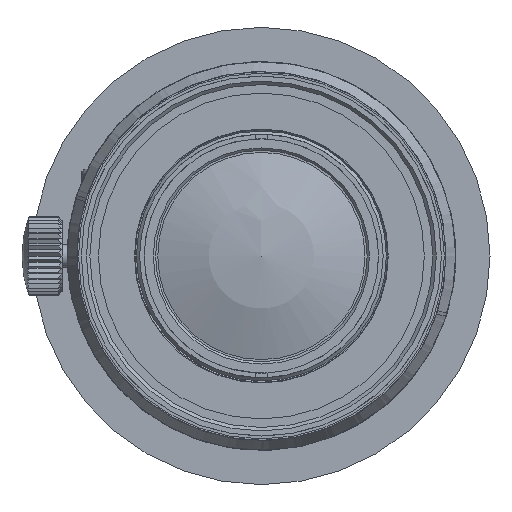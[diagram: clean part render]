
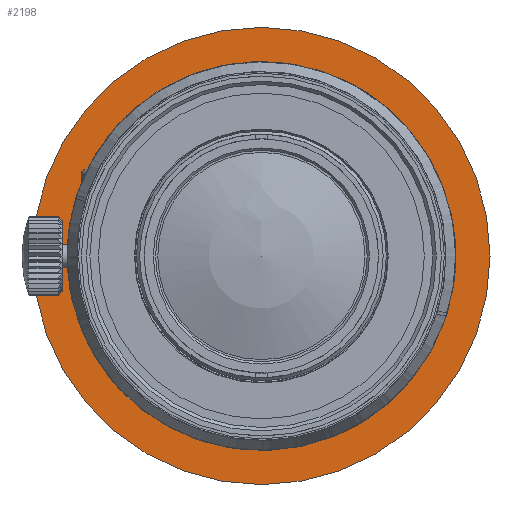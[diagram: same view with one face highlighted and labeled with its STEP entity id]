
A CAD part, left-side view. The second image highlights one B-rep face of the part: STEP entity #2198.
In plain terms, the highlighted planar face has unit normal (-1, 0, 0).
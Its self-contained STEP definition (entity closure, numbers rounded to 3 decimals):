
#1316=CIRCLE('',#11401,20.);
#1366=CIRCLE('',#11483,16.7);
#1398=CIRCLE('',#11529,12.);
#1403=CIRCLE('',#11535,14.);
#1404=CIRCLE('',#11536,2.5);
#1405=CIRCLE('',#11537,14.);
#1406=CIRCLE('',#11538,14.);
#1407=CIRCLE('',#11539,2.5);
#1408=CIRCLE('',#11540,14.);
#1409=CIRCLE('',#11541,2.5);
#1410=CIRCLE('',#11542,14.);
#1411=CIRCLE('',#11543,2.5);
#1725=FACE_BOUND('',#3372,.T.);
#1726=FACE_BOUND('',#3373,.T.);
#1727=FACE_BOUND('',#3374,.T.);
#2198=ADVANCED_FACE('',(#1725,#1726,#1727),#2686,.F.);
#2686=PLANE('',#11544);
#3372=EDGE_LOOP('',(#4540));
#3373=EDGE_LOOP('',(#4541));
#3374=EDGE_LOOP('',(#4542,#4543,#4544,#4545,#4546,#4547,#4548,#4549,#4550,
#4551,#4552,#4553));
#4540=ORIENTED_EDGE('',*,*,#9072,.F.);
#4541=ORIENTED_EDGE('',*,*,#8910,.T.);
#4542=ORIENTED_EDGE('',*,*,#9077,.F.);
#4543=ORIENTED_EDGE('',*,*,#9078,.T.);
#4544=ORIENTED_EDGE('',*,*,#9079,.F.);
#4545=ORIENTED_EDGE('',*,*,#9080,.F.);
#4546=ORIENTED_EDGE('',*,*,#9013,.T.);
#4547=ORIENTED_EDGE('',*,*,#9081,.T.);
#4548=ORIENTED_EDGE('',*,*,#9082,.F.);
#4549=ORIENTED_EDGE('',*,*,#9083,.T.);
#4550=ORIENTED_EDGE('',*,*,#9084,.F.);
#4551=ORIENTED_EDGE('',*,*,#9085,.T.);
#4552=ORIENTED_EDGE('',*,*,#9086,.F.);
#4553=ORIENTED_EDGE('',*,*,#9087,.T.);
#7464=VERTEX_POINT('',#14768);
#7547=VERTEX_POINT('',#15040);
#7548=VERTEX_POINT('',#15042);
#7589=VERTEX_POINT('',#15159);
#7590=VERTEX_POINT('',#15166);
#7591=VERTEX_POINT('',#15167);
#7592=VERTEX_POINT('',#15169);
#7593=VERTEX_POINT('',#15171);
#7594=VERTEX_POINT('',#15174);
#7595=VERTEX_POINT('',#15176);
#7596=VERTEX_POINT('',#15178);
#7597=VERTEX_POINT('',#15180);
#7598=VERTEX_POINT('',#15182);
#7599=VERTEX_POINT('',#15184);
#8910=EDGE_CURVE('',#7464,#7464,#1316,.T.);
#9013=EDGE_CURVE('',#7548,#7547,#1366,.T.);
#9072=EDGE_CURVE('',#7589,#7589,#1398,.T.);
#9077=EDGE_CURVE('',#7590,#7591,#1403,.T.);
#9078=EDGE_CURVE('',#7590,#7592,#1404,.T.);
#9079=EDGE_CURVE('',#7593,#7592,#1405,.T.);
#9080=EDGE_CURVE('',#7548,#7593,#10650,.T.);
#9081=EDGE_CURVE('',#7547,#7594,#10651,.T.);
#9082=EDGE_CURVE('',#7595,#7594,#1406,.T.);
#9083=EDGE_CURVE('',#7595,#7596,#1407,.T.);
#9084=EDGE_CURVE('',#7597,#7596,#1408,.T.);
#9085=EDGE_CURVE('',#7597,#7598,#1409,.T.);
#9086=EDGE_CURVE('',#7599,#7598,#1410,.T.);
#9087=EDGE_CURVE('',#7599,#7591,#1411,.T.);
#10650=LINE('',#15172,#11077);
#10651=LINE('',#15173,#11078);
#11077=VECTOR('',#12864,1.);
#11078=VECTOR('',#12865,1.);
#11401=AXIS2_PLACEMENT_3D('',#14767,#12521,#12522);
#11483=AXIS2_PLACEMENT_3D('',#15041,#12728,#12729);
#11529=AXIS2_PLACEMENT_3D('',#15158,#12846,#12847);
#11535=AXIS2_PLACEMENT_3D('',#15165,#12858,#12859);
#11536=AXIS2_PLACEMENT_3D('',#15168,#12860,#12861);
#11537=AXIS2_PLACEMENT_3D('',#15170,#12862,#12863);
#11538=AXIS2_PLACEMENT_3D('',#15175,#12866,#12867);
#11539=AXIS2_PLACEMENT_3D('',#15177,#12868,#12869);
#11540=AXIS2_PLACEMENT_3D('',#15179,#12870,#12871);
#11541=AXIS2_PLACEMENT_3D('',#15181,#12872,#12873);
#11542=AXIS2_PLACEMENT_3D('',#15183,#12874,#12875);
#11543=AXIS2_PLACEMENT_3D('',#15185,#12876,#12877);
#11544=AXIS2_PLACEMENT_3D('',#15186,#12878,#12879);
#12521=DIRECTION('',(-1.,0.,0.));
#12522=DIRECTION('',(0.,0.,1.));
#12728=DIRECTION('',(1.,0.,0.));
#12729=DIRECTION('',(0.,0.,-1.));
#12846=DIRECTION('',(-1.,0.,0.));
#12847=DIRECTION('',(0.,0.,1.));
#12858=DIRECTION('',(1.,0.,0.));
#12859=DIRECTION('',(0.,0.,-1.));
#12860=DIRECTION('',(-1.,0.,0.));
#12861=DIRECTION('',(0.,1.,0.));
#12862=DIRECTION('',(1.,0.,0.));
#12863=DIRECTION('',(0.,0.,-1.));
#12864=DIRECTION('',(0.,-1.,0.));
#12865=DIRECTION('',(0.,-1.,0.));
#12866=DIRECTION('',(1.,0.,0.));
#12867=DIRECTION('',(0.,0.,-1.));
#12868=DIRECTION('',(-1.,0.,0.));
#12869=DIRECTION('',(0.,-0.809,0.588));
#12870=DIRECTION('',(1.,0.,0.));
#12871=DIRECTION('',(0.,0.,-1.));
#12872=DIRECTION('',(-1.,0.,0.));
#12873=DIRECTION('',(0.,-0.809,-0.588));
#12874=DIRECTION('',(1.,0.,0.));
#12875=DIRECTION('',(0.,0.,-1.));
#12876=DIRECTION('',(-1.,0.,0.));
#12877=DIRECTION('',(0.,0.309,-0.951));
#12878=DIRECTION('',(1.,0.,0.));
#12879=DIRECTION('',(0.,0.,-1.));
#14767=CARTESIAN_POINT('',(-25.52,0.,0.));
#14768=CARTESIAN_POINT('',(-25.52,0.,20.));
#15040=CARTESIAN_POINT('',(-25.52,16.683,-0.75));
#15041=CARTESIAN_POINT('',(-25.52,0.,0.));
#15042=CARTESIAN_POINT('',(-25.52,16.683,0.75));
#15158=CARTESIAN_POINT('',(-25.52,0.,0.));
#15159=CARTESIAN_POINT('',(-25.52,0.,12.));
#15165=CARTESIAN_POINT('',(-25.52,0.,0.));
#15166=CARTESIAN_POINT('',(-25.52,2.011,13.855));
#15167=CARTESIAN_POINT('',(-25.52,-9.77,10.027));
#15168=CARTESIAN_POINT('',(-25.52,4.017,12.364));
#15169=CARTESIAN_POINT('',(-25.52,6.517,12.391));
#15170=CARTESIAN_POINT('',(-25.52,0.,0.));
#15171=CARTESIAN_POINT('',(-25.52,13.98,0.75));
#15172=CARTESIAN_POINT('',(-25.52,20.,0.75));
#15173=CARTESIAN_POINT('',(-25.52,20.,-0.75));
#15174=CARTESIAN_POINT('',(-25.52,13.98,-0.75));
#15175=CARTESIAN_POINT('',(-25.52,0.,0.));
#15176=CARTESIAN_POINT('',(-25.52,6.517,-12.391));
#15177=CARTESIAN_POINT('',(-25.52,4.017,-12.364));
#15178=CARTESIAN_POINT('',(-25.52,2.011,-13.855));
#15179=CARTESIAN_POINT('',(-25.52,0.,0.));
#15180=CARTESIAN_POINT('',(-25.52,-9.77,-10.027));
#15181=CARTESIAN_POINT('',(-25.52,-10.517,-7.641));
#15182=CARTESIAN_POINT('',(-25.52,-12.555,-6.194));
#15183=CARTESIAN_POINT('',(-25.52,0.,0.));
#15184=CARTESIAN_POINT('',(-25.52,-12.555,6.194));
#15185=CARTESIAN_POINT('',(-25.52,-10.517,7.641));
#15186=CARTESIAN_POINT('',(-25.52,20.,0.));
